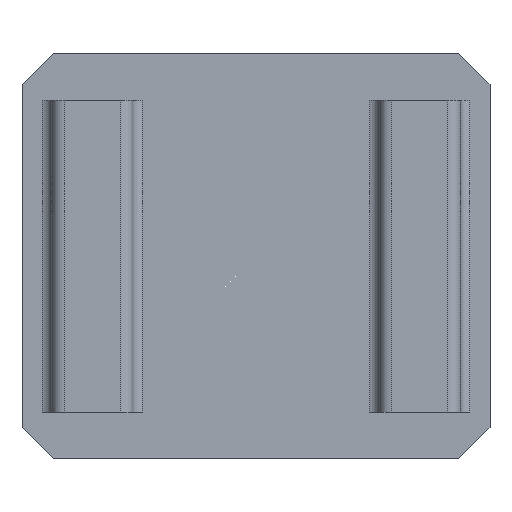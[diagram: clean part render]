
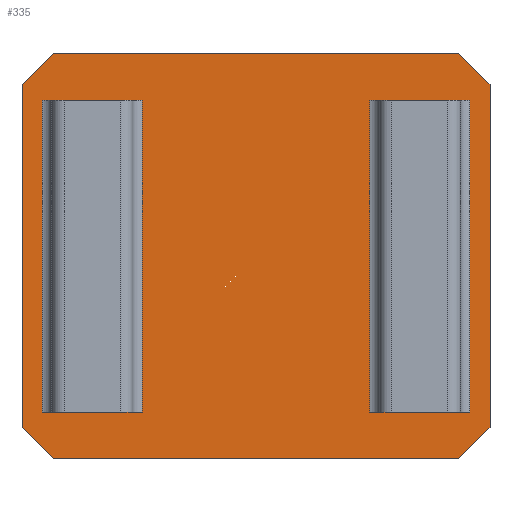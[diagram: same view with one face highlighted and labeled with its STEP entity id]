
A CAD part, front view. The second image highlights one B-rep face of the part: STEP entity #335.
In plain terms, the highlighted planar face has unit normal (0, -1, 0).
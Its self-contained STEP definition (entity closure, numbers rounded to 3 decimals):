
#23 = VERTEX_POINT ( 'NONE', #1518 ) ;
#32 = VERTEX_POINT ( 'NONE', #695 ) ;
#36 = LINE ( 'NONE', #1158, #393 ) ;
#61 = ORIENTED_EDGE ( 'NONE', *, *, #1171, .T. ) ;
#87 = DIRECTION ( 'NONE',  ( 0.707, 0., -0.707 ) ) ;
#115 = EDGE_CURVE ( 'NONE', #501, #334, #483, .T. ) ;
#131 = LINE ( 'NONE', #1432, #1226 ) ;
#145 = CARTESIAN_POINT ( 'NONE',  ( 65., 28.5, -65. ) ) ;
#161 = VERTEX_POINT ( 'NONE', #813 ) ;
#180 = EDGE_CURVE ( 'NONE', #32, #558, #627, .T. ) ;
#232 = CARTESIAN_POINT ( 'NONE',  ( -75., 28.5, 55. ) ) ;
#244 = DIRECTION ( 'NONE',  ( 0., 1., 0. ) ) ;
#279 = DIRECTION ( 'NONE',  ( -0.707, 0., 0.707 ) ) ;
#334 = VERTEX_POINT ( 'NONE', #232 ) ;
#335 = ADVANCED_FACE ( 'NONE', ( #926 ), #1265, .F. ) ;
#340 = ORIENTED_EDGE ( 'NONE', *, *, #548, .F. ) ;
#353 = DIRECTION ( 'NONE',  ( -0.707, 0., -0.707 ) ) ;
#361 = ORIENTED_EDGE ( 'NONE', *, *, #180, .T. ) ;
#393 = VECTOR ( 'NONE', #353, 1000. ) ;
#399 = VECTOR ( 'NONE', #1040, 1000. ) ;
#408 = ORIENTED_EDGE ( 'NONE', *, *, #604, .T. ) ;
#428 = VECTOR ( 'NONE', #1493, 1000. ) ;
#432 = LINE ( 'NONE', #1137, #522 ) ;
#441 = ORIENTED_EDGE ( 'NONE', *, *, #115, .F. ) ;
#450 = CARTESIAN_POINT ( 'NONE',  ( -75., 28.5, 65. ) ) ;
#471 = VECTOR ( 'NONE', #87, 1000. ) ;
#475 = CARTESIAN_POINT ( 'NONE',  ( 0., 28.5, 0. ) ) ;
#483 = LINE ( 'NONE', #949, #399 ) ;
#488 = EDGE_LOOP ( 'NONE', ( #441, #408, #1246, #725, #1373, #361, #340, #61 ) ) ;
#501 = VERTEX_POINT ( 'NONE', #981 ) ;
#522 = VECTOR ( 'NONE', #895, 1000. ) ;
#527 = EDGE_CURVE ( 'NONE', #900, #1149, #432, .T. ) ;
#548 = EDGE_CURVE ( 'NONE', #23, #558, #1507, .T. ) ;
#558 = VERTEX_POINT ( 'NONE', #1261 ) ;
#577 = DIRECTION ( 'NONE',  ( 0., 0., -1. ) ) ;
#598 = DIRECTION ( 'NONE',  ( -1., 0., 0. ) ) ;
#604 = EDGE_CURVE ( 'NONE', #501, #161, #676, .T. ) ;
#627 = LINE ( 'NONE', #642, #934 ) ;
#642 = CARTESIAN_POINT ( 'NONE',  ( 75., 28.5, 55. ) ) ;
#676 = LINE ( 'NONE', #1004, #471 ) ;
#694 = EDGE_CURVE ( 'NONE', #900, #161, #131, .T. ) ;
#695 = CARTESIAN_POINT ( 'NONE',  ( 75., 28.5, 55. ) ) ;
#725 = ORIENTED_EDGE ( 'NONE', *, *, #527, .T. ) ;
#733 = CARTESIAN_POINT ( 'NONE',  ( 75., 28.5, -55. ) ) ;
#813 = CARTESIAN_POINT ( 'NONE',  ( -65., 28.5, -65. ) ) ;
#895 = DIRECTION ( 'NONE',  ( 0.707, 0., 0.707 ) ) ;
#900 = VERTEX_POINT ( 'NONE', #145 ) ;
#917 = LINE ( 'NONE', #1118, #982 ) ;
#926 = FACE_OUTER_BOUND ( 'NONE', #488, .T. ) ;
#934 = VECTOR ( 'NONE', #279, 1000. ) ;
#949 = CARTESIAN_POINT ( 'NONE',  ( -75., 28.5, -65. ) ) ;
#981 = CARTESIAN_POINT ( 'NONE',  ( -75., 28.5, -55. ) ) ;
#982 = VECTOR ( 'NONE', #577, 1000. ) ;
#1004 = CARTESIAN_POINT ( 'NONE',  ( -75., 28.5, -55. ) ) ;
#1040 = DIRECTION ( 'NONE',  ( 0., 0., 1. ) ) ;
#1118 = CARTESIAN_POINT ( 'NONE',  ( 75., 28.5, -65. ) ) ;
#1137 = CARTESIAN_POINT ( 'NONE',  ( 65., 28.5, -65. ) ) ;
#1149 = VERTEX_POINT ( 'NONE', #733 ) ;
#1158 = CARTESIAN_POINT ( 'NONE',  ( -65., 28.5, 65. ) ) ;
#1171 = EDGE_CURVE ( 'NONE', #23, #334, #36, .T. ) ;
#1183 = DIRECTION ( 'NONE',  ( 0., 0., 1. ) ) ;
#1226 = VECTOR ( 'NONE', #598, 1000. ) ;
#1229 = AXIS2_PLACEMENT_3D ( 'NONE', #475, #244, #1183 ) ;
#1246 = ORIENTED_EDGE ( 'NONE', *, *, #694, .F. ) ;
#1261 = CARTESIAN_POINT ( 'NONE',  ( 65., 28.5, 65. ) ) ;
#1263 = EDGE_CURVE ( 'NONE', #32, #1149, #917, .T. ) ;
#1265 = PLANE ( 'NONE',  #1229 ) ;
#1373 = ORIENTED_EDGE ( 'NONE', *, *, #1263, .F. ) ;
#1432 = CARTESIAN_POINT ( 'NONE',  ( -75., 28.5, -65. ) ) ;
#1493 = DIRECTION ( 'NONE',  ( 1., 0., 0. ) ) ;
#1507 = LINE ( 'NONE', #450, #428 ) ;
#1518 = CARTESIAN_POINT ( 'NONE',  ( -65., 28.5, 65. ) ) ;
